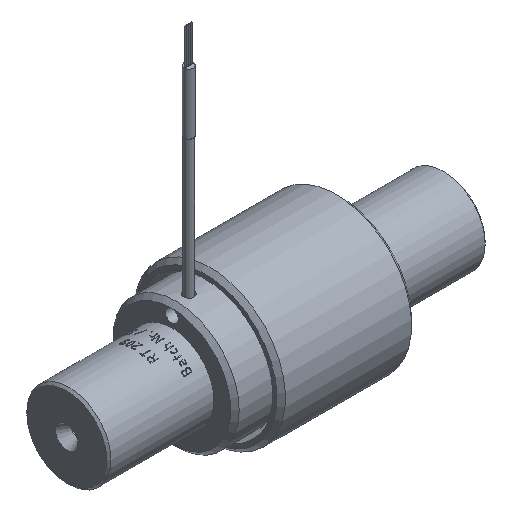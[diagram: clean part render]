
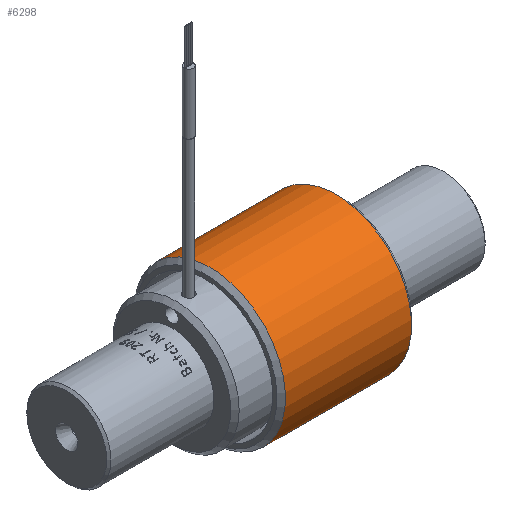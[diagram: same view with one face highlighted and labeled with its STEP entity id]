
A CAD part, isometric view. The second image highlights one B-rep face of the part: STEP entity #6298.
In plain terms, the highlighted cylindrical face has radius 18 mm (diameter 36 mm), a full revolution.
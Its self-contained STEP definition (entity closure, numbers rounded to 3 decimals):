
#513 = FACE_OUTER_BOUND ( 'NONE', #10374, .T. ) ;
#982 = DIRECTION ( 'NONE',  ( 0., 0.064, 0.998 ) ) ;
#1321 = AXIS2_PLACEMENT_3D ( 'NONE', #3716, #6759, #2683 ) ;
#1414 = CARTESIAN_POINT ( 'NONE',  ( 34., 1.143, 17.964 ) ) ;
#1566 = DIRECTION ( 'NONE',  ( 0., 0.064, 0.998 ) ) ;
#1782 = DIRECTION ( 'NONE',  ( 1., 0., 0. ) ) ;
#2180 = EDGE_CURVE ( 'NONE', #2278, #2278, #10271, .T. ) ;
#2278 = VERTEX_POINT ( 'NONE', #5657 ) ;
#2525 = ORIENTED_EDGE ( 'NONE', *, *, #2180, .F. ) ;
#2683 = DIRECTION ( 'NONE',  ( 0., 0.064, 0.998 ) ) ;
#3041 = VERTEX_POINT ( 'NONE', #1414 ) ;
#3716 = CARTESIAN_POINT ( 'NONE',  ( 64., 0., 0. ) ) ;
#4405 = ORIENTED_EDGE ( 'NONE', *, *, #7097, .T. ) ;
#4639 = AXIS2_PLACEMENT_3D ( 'NONE', #5459, #1782, #1566 ) ;
#5068 = CARTESIAN_POINT ( 'NONE',  ( 34., 0., 0. ) ) ;
#5459 = CARTESIAN_POINT ( 'NONE',  ( 65., 0., 0. ) ) ;
#5657 = CARTESIAN_POINT ( 'NONE',  ( 64., 1.143, 17.964 ) ) ;
#6298 = ADVANCED_FACE ( 'NONE', ( #7861, #513 ), #10367, .T. ) ;
#6692 = EDGE_LOOP ( 'NONE', ( #2525 ) ) ;
#6759 = DIRECTION ( 'NONE',  ( 1., 0., 0. ) ) ;
#7092 = AXIS2_PLACEMENT_3D ( 'NONE', #5068, #7475, #982 ) ;
#7097 = EDGE_CURVE ( 'NONE', #3041, #3041, #10022, .T. ) ;
#7475 = DIRECTION ( 'NONE',  ( 1., 0., 0. ) ) ;
#7861 = FACE_OUTER_BOUND ( 'NONE', #6692, .T. ) ;
#10022 = CIRCLE ( 'NONE', #7092, 18. ) ;
#10271 = CIRCLE ( 'NONE', #1321, 18. ) ;
#10367 = CYLINDRICAL_SURFACE ( 'NONE', #4639, 18. ) ;
#10374 = EDGE_LOOP ( 'NONE', ( #4405 ) ) ;
